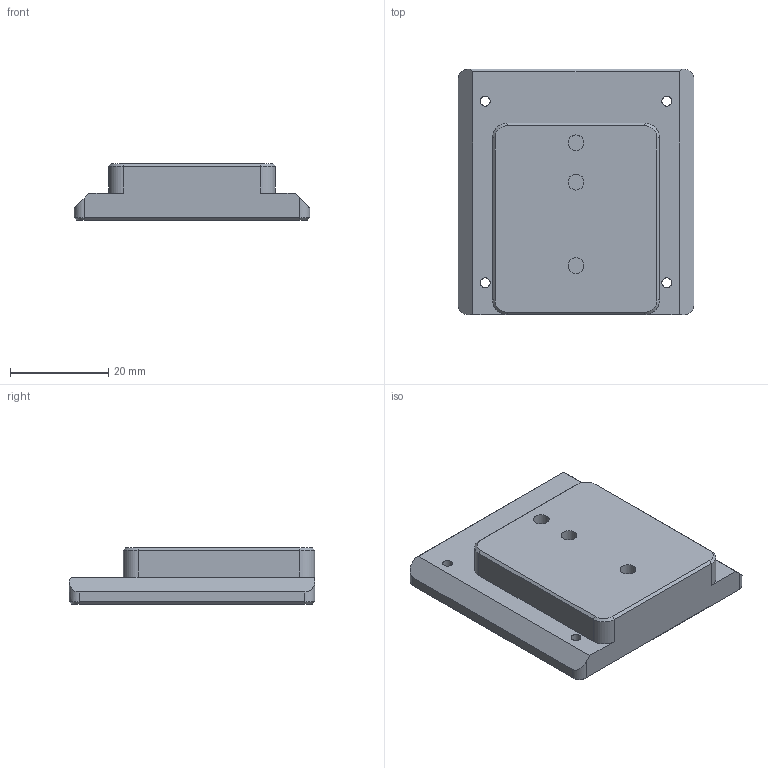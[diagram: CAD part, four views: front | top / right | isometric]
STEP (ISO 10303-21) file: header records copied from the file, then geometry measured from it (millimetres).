
FILE_DESCRIPTION(/* description */ ('Unknown'),/* implementation_level */ '2;1');
FILE_NAME(/* name */ 'OpenFrame - Fixed PI Piezo Adapter',/* time_stamp */ '2023-06-13T12:37:51+01:00',/* author */ ('Unknown'),/* organization */ ('Unknown'),/* preprocessor_version */ 'ST-DEVELOPER v18.1',/* originating_system */ 'Solid Edge',/* authorisation */ 'Unknown');
FILE_SCHEMA (('AUTOMOTIVE_DESIGN {1 0 10303 214 3 1 1}'));
Length unit declared in the file: millimetre
Products named in the file (1): OpenFrame - Fixed PI Piezo Adapter
Bounding box: 48 x 50 x 11.5 mm (x, y, z)
Volume: 20334.7 mm3; surface area: 6760.9 mm2
Topology: 1 solids, 1 shells, 47 faces, 114 edges, 72 vertices
Faces by surface type: plane 24, cylinder 15, cone 8
Full cylindrical faces by diameter (mm): 2.013 x4, 3.242 x3
Entity records: 1668 total; most frequent: DIRECTION 237, CARTESIAN_POINT 219, ORIENTED_EDGE 206, EDGE_CURVE 103, AXIS2_PLACEMENT_3D 86, VERTEX_POINT 68, LINE 65, VECTOR 65
